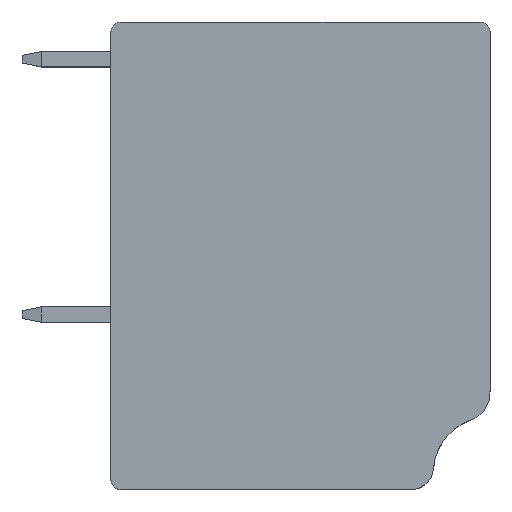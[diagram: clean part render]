
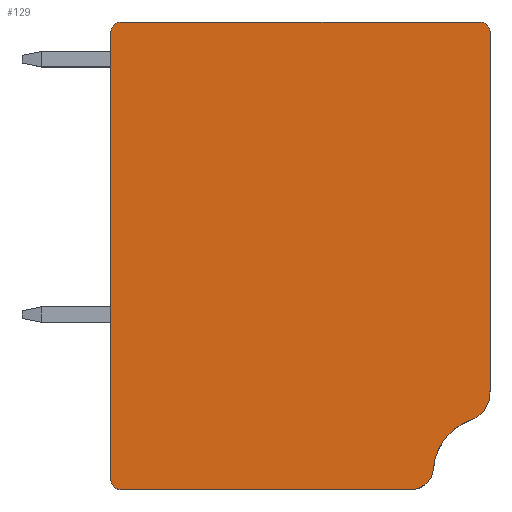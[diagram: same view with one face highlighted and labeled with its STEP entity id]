
A CAD part, top view. The second image highlights one B-rep face of the part: STEP entity #129.
In plain terms, the highlighted planar face has unit normal (0, 0, 1).
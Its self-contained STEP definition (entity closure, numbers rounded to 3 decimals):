
#2 = EDGE_CURVE ( 'NONE', #1360, #1785, #1111, .T. ) ;
#6 = EDGE_CURVE ( 'NONE', #1329, #1208, #176, .T. ) ;
#7 = EDGE_CURVE ( 'NONE', #1329, #1179, #1321, .T. ) ;
#29 = EDGE_CURVE ( 'NONE', #1825, #1277, #243, .T. ) ;
#31 = EDGE_CURVE ( 'NONE', #1143, #1179, #220, .T. ) ;
#33 = EDGE_CURVE ( 'NONE', #1208, #1968, #727, .T. ) ;
#35 = EDGE_CURVE ( 'NONE', #1277, #1361, #838, .T. ) ;
#39 = EDGE_CURVE ( 'NONE', #1110, #1143, #841, .T. ) ;
#51 = EDGE_CURVE ( 'NONE', #1825, #1971, #226, .T. ) ;
#64 = EDGE_CURVE ( 'NONE', #1110, #1361, #1396, .T. ) ;
#73 = EDGE_CURVE ( 'NONE', #1968, #1360, #248, .T. ) ;
#103 = EDGE_CURVE ( 'NONE', #1785, #1971, #223, .T. ) ;
#129 = ADVANCED_FACE ( 'NONE', ( #2357 ), #617, .T. ) ;
#176 = CIRCLE ( 'NONE', #302, 0.5 ) ;
#220 = CIRCLE ( 'NONE', #411, 0.5 ) ;
#223 = CIRCLE ( 'NONE', #2338, 1.5 ) ;
#226 = CIRCLE ( 'NONE', #388, 2.903 ) ;
#243 = CIRCLE ( 'NONE', #439, 1.15 ) ;
#248 = CIRCLE ( 'NONE', #425, 0.5 ) ;
#299 = VECTOR ( 'NONE', #1322, 1000. ) ;
#302 = AXIS2_PLACEMENT_3D ( 'NONE', #1285, #1113, #1278 ) ;
#305 = VECTOR ( 'NONE', #1187, 1000. ) ;
#388 = AXIS2_PLACEMENT_3D ( 'NONE', #1601, #1609, #1573 ) ;
#409 = VECTOR ( 'NONE', #768, 1000. ) ;
#411 = AXIS2_PLACEMENT_3D ( 'NONE', #659, #718, #703 ) ;
#423 = VECTOR ( 'NONE', #821, 1000. ) ;
#425 = AXIS2_PLACEMENT_3D ( 'NONE', #1689, #1734, #1694 ) ;
#436 = VECTOR ( 'NONE', #710, 1000. ) ;
#439 = AXIS2_PLACEMENT_3D ( 'NONE', #751, #709, #706 ) ;
#486 = CARTESIAN_POINT ( 'NONE',  ( 0., 0., -15. ) ) ;
#488 = DIRECTION ( 'NONE',  ( 1., 0., 0. ) ) ;
#490 = DIRECTION ( 'NONE',  ( 0., 0., 1. ) ) ;
#617 = PLANE ( 'NONE',  #2355 ) ;
#659 = CARTESIAN_POINT ( 'NONE',  ( 6.657, -21.255, -15. ) ) ;
#703 = DIRECTION ( 'NONE',  ( 1., 0., 0. ) ) ;
#706 = DIRECTION ( 'NONE',  ( 1., 0., 0. ) ) ;
#707 = CARTESIAN_POINT ( 'NONE',  ( 21.689, -21.755, -15. ) ) ;
#709 = DIRECTION ( 'NONE',  ( 0., 0., -1. ) ) ;
#710 = DIRECTION ( 'NONE',  ( -1., 0., 0. ) ) ;
#718 = DIRECTION ( 'NONE',  ( 0., 0., -1. ) ) ;
#727 = LINE ( 'NONE', #793, #409 ) ;
#751 = CARTESIAN_POINT ( 'NONE',  ( 21.682, -20.605, -15. ) ) ;
#768 = DIRECTION ( 'NONE',  ( 1., 0., 0. ) ) ;
#793 = CARTESIAN_POINT ( 'NONE',  ( 7.26, 2.395, -15. ) ) ;
#821 = DIRECTION ( 'NONE',  ( -1., 0., 0. ) ) ;
#838 = LINE ( 'NONE', #842, #436 ) ;
#841 = LINE ( 'NONE', #707, #423 ) ;
#842 = CARTESIAN_POINT ( 'NONE',  ( 21.689, -21.755, -15. ) ) ;
#976 = DIRECTION ( 'NONE',  ( 1., 0., 0. ) ) ;
#977 = DIRECTION ( 'NONE',  ( 0., 0., -1. ) ) ;
#978 = CARTESIAN_POINT ( 'NONE',  ( 24.26, -16.755, -15. ) ) ;
#1093 = ORIENTED_EDGE ( 'NONE', *, *, #64, .T. ) ;
#1094 = ORIENTED_EDGE ( 'NONE', *, *, #7, .T. ) ;
#1097 = ORIENTED_EDGE ( 'NONE', *, *, #73, .F. ) ;
#1110 = VERTEX_POINT ( 'NONE', #2072 ) ;
#1111 = LINE ( 'NONE', #1256, #299 ) ;
#1113 = DIRECTION ( 'NONE',  ( 0., 0., -1. ) ) ;
#1126 = ORIENTED_EDGE ( 'NONE', *, *, #31, .F. ) ;
#1138 = CARTESIAN_POINT ( 'NONE',  ( 6.157, 0., -15. ) ) ;
#1143 = VERTEX_POINT ( 'NONE', #2235 ) ;
#1160 = ORIENTED_EDGE ( 'NONE', *, *, #33, .F. ) ;
#1179 = VERTEX_POINT ( 'NONE', #2164 ) ;
#1184 = ORIENTED_EDGE ( 'NONE', *, *, #39, .F. ) ;
#1187 = DIRECTION ( 'NONE',  ( 0., -1., 0. ) ) ;
#1208 = VERTEX_POINT ( 'NONE', #2081 ) ;
#1211 = ORIENTED_EDGE ( 'NONE', *, *, #6, .F. ) ;
#1226 = ORIENTED_EDGE ( 'NONE', *, *, #2, .F. ) ;
#1227 = ORIENTED_EDGE ( 'NONE', *, *, #35, .F. ) ;
#1238 = ORIENTED_EDGE ( 'NONE', *, *, #51, .T. ) ;
#1256 = CARTESIAN_POINT ( 'NONE',  ( 25.757, -13.927, -15. ) ) ;
#1277 = VERTEX_POINT ( 'NONE', #2271 ) ;
#1278 = DIRECTION ( 'NONE',  ( 1., 0., 0. ) ) ;
#1285 = CARTESIAN_POINT ( 'NONE',  ( 6.657, 1.895, -15. ) ) ;
#1321 = LINE ( 'NONE', #1138, #305 ) ;
#1322 = DIRECTION ( 'NONE',  ( 0., -1., 0. ) ) ;
#1329 = VERTEX_POINT ( 'NONE', #2242 ) ;
#1344 = ORIENTED_EDGE ( 'NONE', *, *, #103, .F. ) ;
#1360 = VERTEX_POINT ( 'NONE', #2225 ) ;
#1361 = VERTEX_POINT ( 'NONE', #2222 ) ;
#1363 = ORIENTED_EDGE ( 'NONE', *, *, #29, .F. ) ;
#1396 = B_SPLINE_CURVE_WITH_KNOTS ( 'NONE', 3,
 ( #1646, #1744, #1695, #1721 ),
 .UNSPECIFIED., .F., .F.,
 ( 4, 4 ),
 ( 0., 1. ),
 .UNSPECIFIED. ) ;
#1573 = DIRECTION ( 'NONE',  ( 1., 0., 0. ) ) ;
#1601 = CARTESIAN_POINT ( 'NONE',  ( 25.724, -20.908, -15. ) ) ;
#1609 = DIRECTION ( 'NONE',  ( 0., 0., -1. ) ) ;
#1646 = CARTESIAN_POINT ( 'NONE',  ( 21.677, -21.755, -15. ) ) ;
#1689 = CARTESIAN_POINT ( 'NONE',  ( 25.257, 1.895, -15. ) ) ;
#1694 = DIRECTION ( 'NONE',  ( 1., 0., 0. ) ) ;
#1695 = CARTESIAN_POINT ( 'NONE',  ( 21.684, -21.755, -15. ) ) ;
#1721 = CARTESIAN_POINT ( 'NONE',  ( 21.688, -21.755, -15. ) ) ;
#1734 = DIRECTION ( 'NONE',  ( 0., 0., -1. ) ) ;
#1744 = CARTESIAN_POINT ( 'NONE',  ( 21.68, -21.755, -15. ) ) ;
#1785 = VERTEX_POINT ( 'NONE', #2209 ) ;
#1825 = VERTEX_POINT ( 'NONE', #2197 ) ;
#1863 = EDGE_LOOP ( 'NONE', ( #1211, #1094, #1126, #1184, #1093, #1227, #1363, #1238, #1344, #1226, #1097, #1160 ) ) ;
#1968 = VERTEX_POINT ( 'NONE', #2168 ) ;
#1971 = VERTEX_POINT ( 'NONE', #2163 ) ;
#2072 = CARTESIAN_POINT ( 'NONE',  ( 21.677, -21.755, -15. ) ) ;
#2081 = CARTESIAN_POINT ( 'NONE',  ( 6.657, 2.395, -15. ) ) ;
#2163 = CARTESIAN_POINT ( 'NONE',  ( 24.759, -18.17, -15. ) ) ;
#2164 = CARTESIAN_POINT ( 'NONE',  ( 6.157, -21.255, -15. ) ) ;
#2168 = CARTESIAN_POINT ( 'NONE',  ( 25.257, 2.395, -15. ) ) ;
#2197 = CARTESIAN_POINT ( 'NONE',  ( 22.829, -20.691, -15. ) ) ;
#2209 = CARTESIAN_POINT ( 'NONE',  ( 25.757, -16.658, -15. ) ) ;
#2222 = CARTESIAN_POINT ( 'NONE',  ( 21.688, -21.755, -15. ) ) ;
#2225 = CARTESIAN_POINT ( 'NONE',  ( 25.757, 1.895, -15. ) ) ;
#2235 = CARTESIAN_POINT ( 'NONE',  ( 6.657, -21.755, -15. ) ) ;
#2242 = CARTESIAN_POINT ( 'NONE',  ( 6.157, 1.895, -15. ) ) ;
#2271 = CARTESIAN_POINT ( 'NONE',  ( 21.689, -21.755, -15. ) ) ;
#2338 = AXIS2_PLACEMENT_3D ( 'NONE', #978, #977, #976 ) ;
#2355 = AXIS2_PLACEMENT_3D ( 'NONE', #486, #490, #488 ) ;
#2357 = FACE_OUTER_BOUND ( 'NONE', #1863, .T. ) ;
